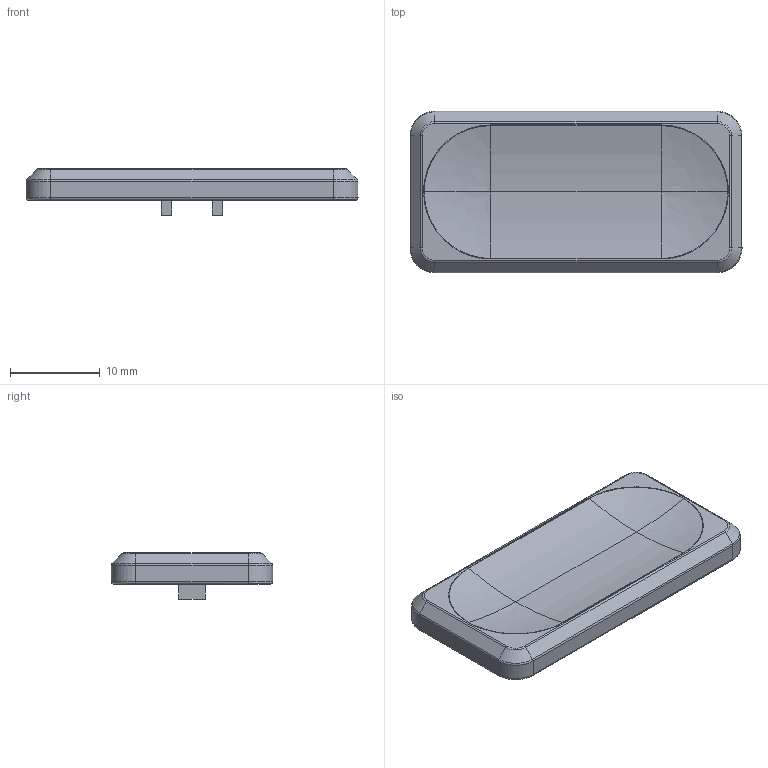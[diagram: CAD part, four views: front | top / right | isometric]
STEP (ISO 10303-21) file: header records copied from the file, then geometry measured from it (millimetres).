
FILE_DESCRIPTION(/* description */ (''),/* implementation_level */ '2;1');
FILE_NAME(/* name */ 'KW Choc V1 Keycap 2u',/* time_stamp */ '2024-03-13T01:56:18+13:00',/* author */ (''),/* organization */ (''),/* preprocessor_version */ 'ST-DEVELOPER v16.5',/* originating_system */ 'Rhino 7.36',/* authorisation */ '');
FILE_SCHEMA (('AUTOMOTIVE_DESIGN_CC2'));
Length unit declared in the file: millimetre
Products named in the file (1): Document
Bounding box: 37.05 x 18 x 5.14 mm (x, y, z)
Volume: 1321.3 mm3; surface area: 1715.1 mm2
Topology: 1 solids, 1 shells, 97 faces, 221 edges, 126 vertices
Faces by surface type: bspline 42, cylinder 28, plane 27
Entity records: 2580 total; most frequent: CARTESIAN_POINT 1212, ORIENTED_EDGE 434, EDGE_CURVE 217, VERTEX_POINT 126, B_SPLINE_CURVE_WITH_KNOTS 102, EDGE_LOOP 101, ADVANCED_FACE 97, FACE_OUTER_BOUND 97
